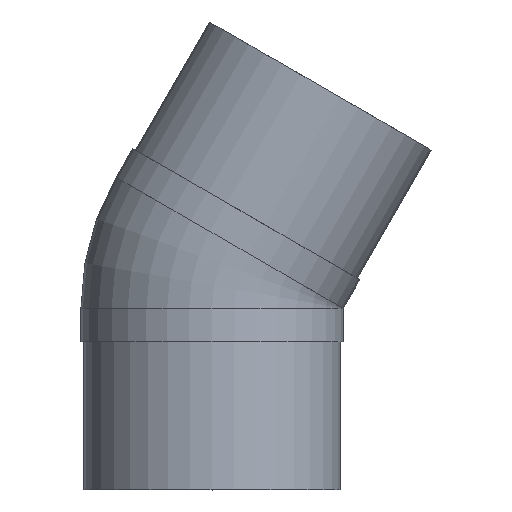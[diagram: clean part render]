
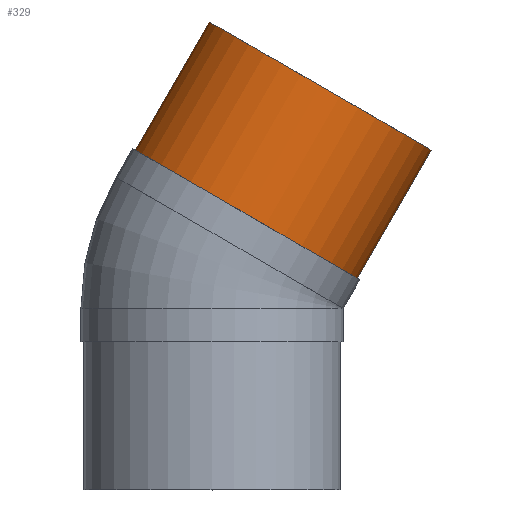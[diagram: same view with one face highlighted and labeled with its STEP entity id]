
A CAD part, top view. The second image highlights one B-rep face of the part: STEP entity #329.
In plain terms, the highlighted cylindrical face has radius 112.5 mm (diameter 225 mm), a full revolution.
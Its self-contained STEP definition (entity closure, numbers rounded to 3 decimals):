
#265=CARTESIAN_POINT('',(-67.428,108.212,0.));
#266=VERTEX_POINT('',#265);
#273=CARTESIAN_POINT('',(30.,51.962,0.));
#274=DIRECTION('',(0.5,0.866,0.));
#275=DIRECTION('',(-0.866,0.5,0.));
#276=AXIS2_PLACEMENT_3D('',#273,#274,#275);
#277=CIRCLE('',#276,112.5);
#278=EDGE_CURVE('',#266,#266,#277,.T.);
#305=CARTESIAN_POINT('',(-2.428,220.795,0.));
#306=VERTEX_POINT('',#305);
#307=CARTESIAN_POINT('',(95.,164.545,0.));
#308=DIRECTION('',(0.5,0.866,0.));
#309=DIRECTION('',(-0.866,0.5,0.));
#310=AXIS2_PLACEMENT_3D('',#307,#308,#309);
#311=CIRCLE('',#310,112.5);
#312=EDGE_CURVE('',#306,#306,#311,.T.);
#313=ORIENTED_EDGE('',*,*,#312,.F.);
#314=CARTESIAN_POINT('',(-34.928,164.503,0.));
#315=DIRECTION('',(0.5,0.866,0.));
#316=VECTOR('',#315,112.5);
#317=LINE('',#314,#316);
#318=EDGE_CURVE('',#266,#306,#317,.T.);
#319=ORIENTED_EDGE('',*,*,#318,.F.);
#320=ORIENTED_EDGE('',*,*,#278,.T.);
#321=ORIENTED_EDGE('',*,*,#318,.T.);
#322=EDGE_LOOP('',(#313,#319,#320,#321));
#323=FACE_OUTER_BOUND('',#322,.T.);
#324=CARTESIAN_POINT('',(62.5,108.253,0.));
#325=DIRECTION('',(0.5,0.866,0.));
#326=DIRECTION('',(-0.866,0.5,0.));
#327=AXIS2_PLACEMENT_3D('',#324,#325,#326);
#328=CYLINDRICAL_SURFACE('',#327,112.5);
#329=ADVANCED_FACE('',(#323),#328,.T.);
